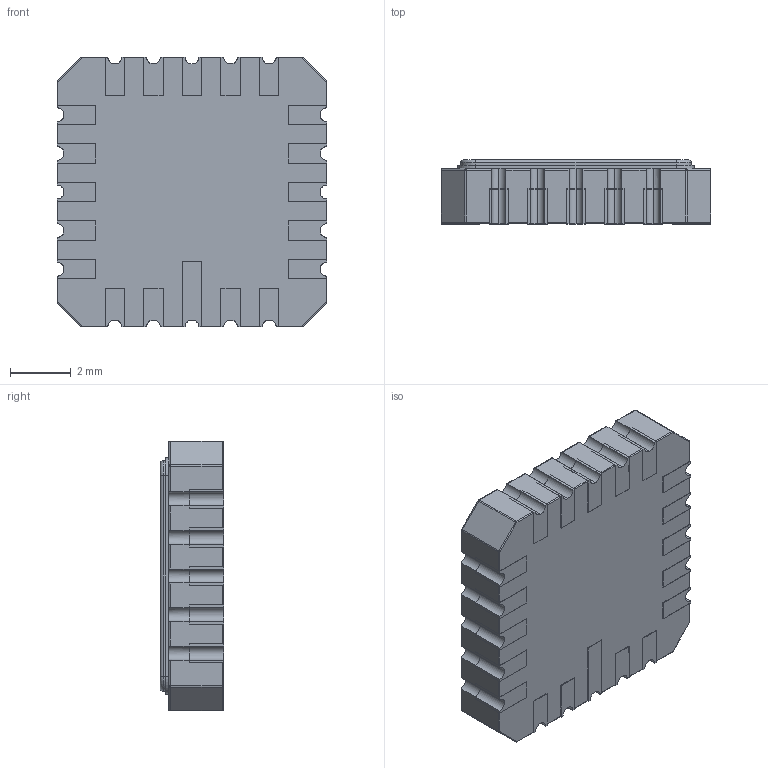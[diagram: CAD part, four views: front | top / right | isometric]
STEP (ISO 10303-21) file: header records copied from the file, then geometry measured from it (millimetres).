
FILE_DESCRIPTION (( 'STEP AP214' ), '1' );
FILE_NAME ('ADR1001AEZ.STEP', '2024-07-10T12:13:35', ( '' ), ( '' ), 'SwSTEP 2.0', 'SolidWorks 2016', '' );
FILE_SCHEMA (( 'AUTOMOTIVE_DESIGN' ));
Length unit declared in the file: millimetre
Products named in the file (1): ADR1001AEZ
Bounding box: 8.89 x 2.1 x 8.89 mm (x, y, z)
Volume: 153.5 mm3; surface area: 406.4 mm2
Topology: 21 solids, 21 shells, 410 faces, 1055 edges, 682 vertices
Faces by surface type: plane 264, cylinder 126, torus 12, sphere 8
Entity records: 15194 total; most frequent: CARTESIAN_POINT 2764, ORIENTED_EDGE 2094, DIRECTION 2053, EDGE_CURVE 1047, VECTOR 783, LINE 783, VERTEX_POINT 682, AXIS2_PLACEMENT_3D 635
